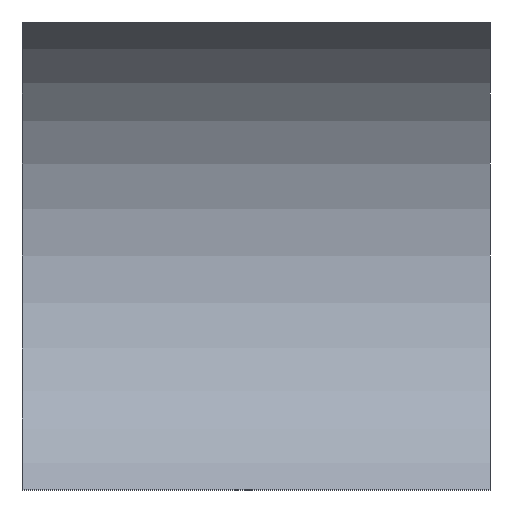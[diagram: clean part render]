
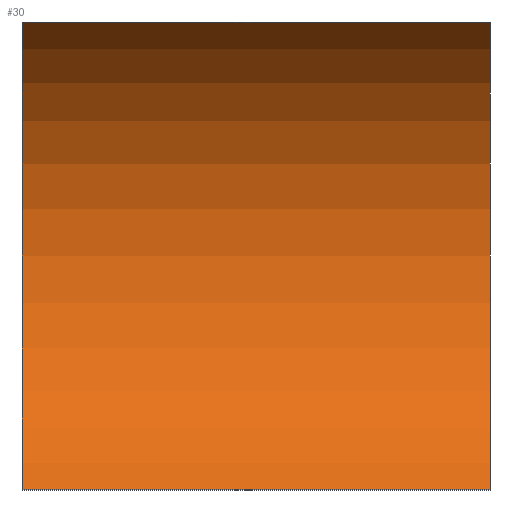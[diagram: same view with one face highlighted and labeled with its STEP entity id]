
A CAD part, left-side view. The second image highlights one B-rep face of the part: STEP entity #30.
In plain terms, the highlighted cylindrical face has radius 5.82 mm (diameter 11.64 mm), a partial arc.
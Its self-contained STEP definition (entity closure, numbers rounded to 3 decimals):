
#8 = CYLINDRICAL_SURFACE ( 'NONE', #180, 5.82 ) ;
#19 = ORIENTED_EDGE ( 'NONE', *, *, #48, .T. ) ;
#21 = EDGE_LOOP ( 'NONE', ( #19, #144, #162, #192 ) ) ;
#30 = ADVANCED_FACE ( 'NONE', ( #125 ), #8, .F. ) ;
#32 = VERTEX_POINT ( 'NONE', #149 ) ;
#34 = VECTOR ( 'NONE', #113, 1000. ) ;
#41 = DIRECTION ( 'NONE',  ( 0., -1., 0. ) ) ;
#48 = EDGE_CURVE ( 'NONE', #32, #100, #127, .T. ) ;
#49 = LINE ( 'NONE', #87, #34 ) ;
#55 = DIRECTION ( 'NONE',  ( 0., -1., 0. ) ) ;
#56 = EDGE_CURVE ( 'NONE', #112, #32, #49, .T. ) ;
#59 = VERTEX_POINT ( 'NONE', #169 ) ;
#64 = EDGE_CURVE ( 'NONE', #112, #59, #136, .T. ) ;
#66 = DIRECTION ( 'NONE',  ( 0., -1., 0. ) ) ;
#67 = DIRECTION ( 'NONE',  ( 0., 0., -1. ) ) ;
#74 = EDGE_CURVE ( 'NONE', #59, #100, #86, .T. ) ;
#86 = LINE ( 'NONE', #171, #174 ) ;
#87 = CARTESIAN_POINT ( 'NONE',  ( -4.841, 10., 0. ) ) ;
#100 = VERTEX_POINT ( 'NONE', #154 ) ;
#103 = CARTESIAN_POINT ( 'NONE',  ( -7.82, 10., 5. ) ) ;
#104 = CARTESIAN_POINT ( 'NONE',  ( -7.82, 10., 5. ) ) ;
#112 = VERTEX_POINT ( 'NONE', #133 ) ;
#113 = DIRECTION ( 'NONE',  ( 0., -1., 0. ) ) ;
#125 = FACE_OUTER_BOUND ( 'NONE', #21, .T. ) ;
#127 = CIRCLE ( 'NONE', #166, 5.82 ) ;
#133 = CARTESIAN_POINT ( 'NONE',  ( -4.841, 10., 0. ) ) ;
#136 = CIRCLE ( 'NONE', #140, 5.82 ) ;
#140 = AXIS2_PLACEMENT_3D ( 'NONE', #103, #173, #150 ) ;
#144 = ORIENTED_EDGE ( 'NONE', *, *, #74, .F. ) ;
#149 = CARTESIAN_POINT ( 'NONE',  ( -4.841, 0., 0. ) ) ;
#150 = DIRECTION ( 'NONE',  ( 0., 0., 1. ) ) ;
#154 = CARTESIAN_POINT ( 'NONE',  ( -4.841, 0., 10. ) ) ;
#162 = ORIENTED_EDGE ( 'NONE', *, *, #64, .F. ) ;
#166 = AXIS2_PLACEMENT_3D ( 'NONE', #200, #66, #189 ) ;
#169 = CARTESIAN_POINT ( 'NONE',  ( -4.841, 10., 10. ) ) ;
#171 = CARTESIAN_POINT ( 'NONE',  ( -4.841, 10., 10. ) ) ;
#173 = DIRECTION ( 'NONE',  ( 0., -1., 0. ) ) ;
#174 = VECTOR ( 'NONE', #41, 1000. ) ;
#180 = AXIS2_PLACEMENT_3D ( 'NONE', #104, #55, #67 ) ;
#189 = DIRECTION ( 'NONE',  ( 0., 0., 1. ) ) ;
#192 = ORIENTED_EDGE ( 'NONE', *, *, #56, .T. ) ;
#200 = CARTESIAN_POINT ( 'NONE',  ( -7.82, 0., 5. ) ) ;
